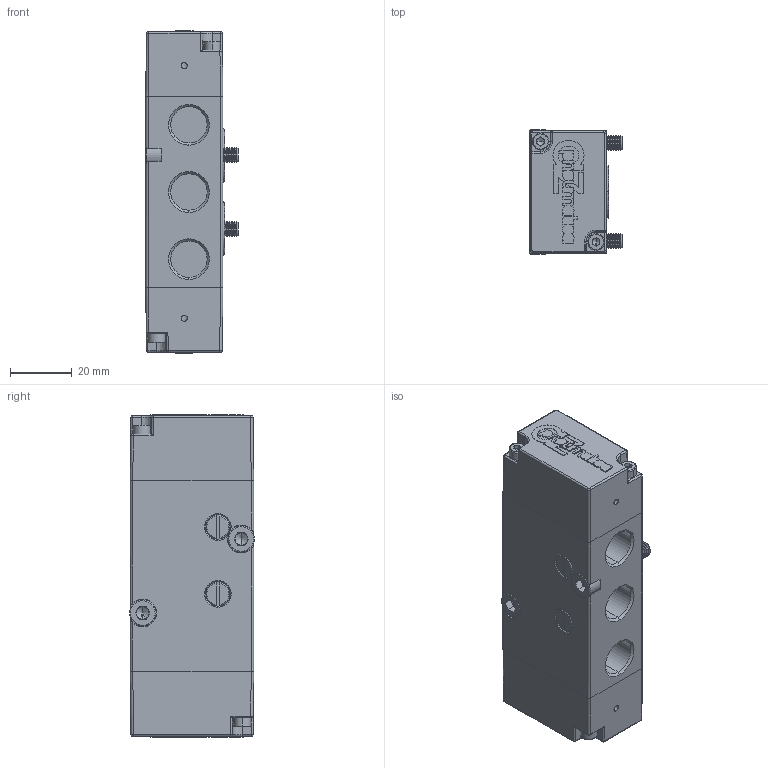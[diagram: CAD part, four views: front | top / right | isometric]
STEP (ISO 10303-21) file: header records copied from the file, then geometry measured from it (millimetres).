
FILE_DESCRIPTION (( 'STEP AP214' ), '1' );
FILE_NAME ('01_015_41.STEP', '2016-01-18T10:19:32', ( '' ), ( '' ), 'SwSTEP 2.0', 'SolidWorks 2016', '' );
FILE_SCHEMA (( 'AUTOMOTIVE_DESIGN' ));
Length unit declared in the file: millimetre
Products named in the file (1): 01_015_41
Bounding box: 30 x 40.5 x 104.8 mm (x, y, z)
Volume: 94352 mm3; surface area: 29894.3 mm2
Topology: 15 solids, 15 shells, 2395 faces, 6056 edges, 3699 vertices
Faces by surface type: cone 913, plane 767, cylinder 559, bspline 106, sphere 28, torus 22
Entity records: 89501 total; most frequent: CARTESIAN_POINT 19749, DIRECTION 12643, ORIENTED_EDGE 12052, EDGE_CURVE 6026, AXIS2_PLACEMENT_3D 4569, VERTEX_POINT 3690, VECTOR 3505, LINE 3505
